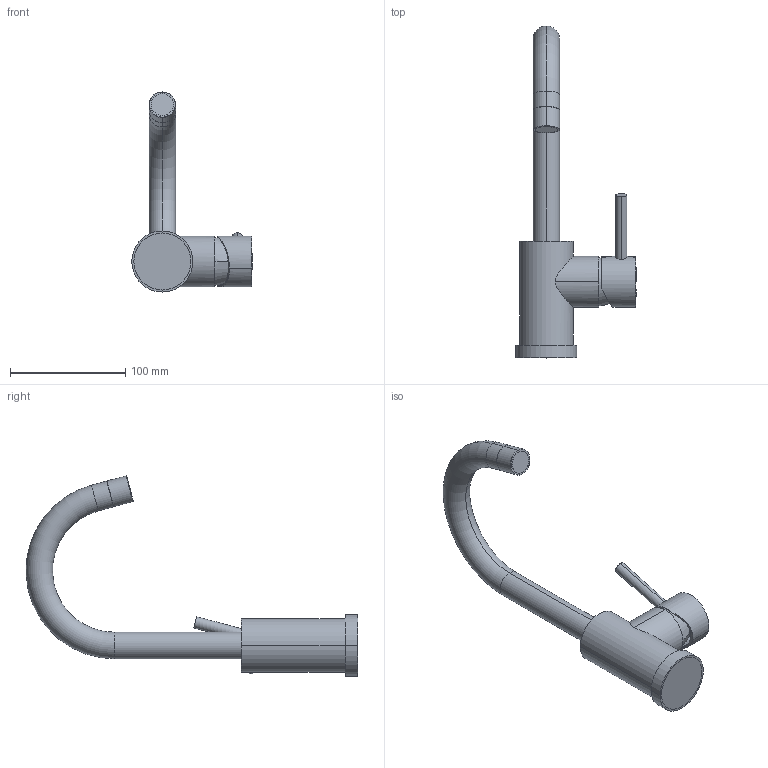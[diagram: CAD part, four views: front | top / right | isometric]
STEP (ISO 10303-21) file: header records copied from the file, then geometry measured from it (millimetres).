
FILE_DESCRIPTION((''),'2;1');
FILE_NAME('BI078CR','2021-11-03T15:36:55',('ut3'),('PAFFONI SpA'),'CREO PARAMETRIC BY PTC INC, 2020044','CREO PARAMETRIC BY PTC INC, 2020044','');
FILE_SCHEMA(('CONFIG_CONTROL_DESIGN','SHAPE_APPEARANCE_LAYERS_GROUPS'));
Length unit declared in the file: millimetre
Products named in the file (1): BI078CR
Bounding box: 104.35 x 287.52 x 173.45 mm (x, y, z)
Volume: 195312.3 mm3; surface area: 104260.4 mm2
Topology: 4 solids, 4 shells, 240 faces, 559 edges, 344 vertices
Faces by surface type: cylinder 109, plane 61, cone 56, torus 8, sphere 4, bspline 2
Entity records: 9908 total; most frequent: CARTESIAN_POINT 2684, DIRECTION 1220, ORIENTED_EDGE 1086, EDGE_CURVE 543, AXIS2_PLACEMENT_3D 503, VERTEX_POINT 344, EDGE_LOOP 279, CIRCLE 265
